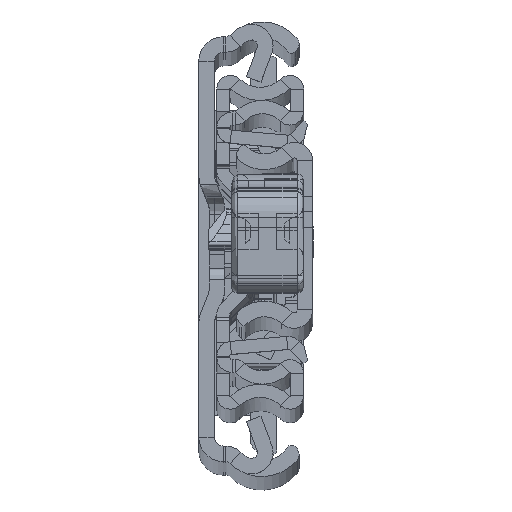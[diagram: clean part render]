
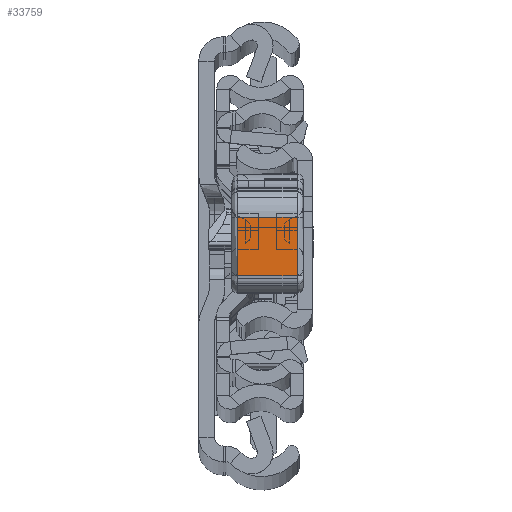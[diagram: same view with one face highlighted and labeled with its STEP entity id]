
A CAD part, top view. The second image highlights one B-rep face of the part: STEP entity #33759.
In plain terms, the highlighted face is planar.
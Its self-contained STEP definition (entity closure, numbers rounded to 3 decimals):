
#1176 = EDGE_LOOP ( 'NONE', ( #3584, #9797, #8615, #35423 ) ) ;
#1250 = EDGE_CURVE ( 'NONE', #26235, #18032, #21256, .T. ) ;
#3511 = DIRECTION ( 'NONE',  ( -0.027, -1., 0. ) ) ;
#3584 = ORIENTED_EDGE ( 'NONE', *, *, #1250, .T. ) ;
#5887 = CARTESIAN_POINT ( 'NONE',  ( 39.55, -12.274, 0. ) ) ;
#6300 = DIRECTION ( 'NONE',  ( 0., 0., -1. ) ) ;
#6776 = CARTESIAN_POINT ( 'NONE',  ( 39.55, -12.274, 10. ) ) ;
#7337 = DIRECTION ( 'NONE',  ( -0.027, -1., 0. ) ) ;
#8180 = VECTOR ( 'NONE', #27031, 1000. ) ;
#8615 = ORIENTED_EDGE ( 'NONE', *, *, #20858, .T. ) ;
#9597 = EDGE_CURVE ( 'NONE', #18032, #32763, #32356, .T. ) ;
#9627 = AXIS2_PLACEMENT_3D ( 'NONE', #35144, #26305, #7337 ) ;
#9797 = ORIENTED_EDGE ( 'NONE', *, *, #9597, .T. ) ;
#12347 = VECTOR ( 'NONE', #6300, 1000. ) ;
#13148 = CARTESIAN_POINT ( 'NONE',  ( 39.818, -2.465, 11. ) ) ;
#15690 = LINE ( 'NONE', #13148, #8180 ) ;
#17923 = VECTOR ( 'NONE', #24407, 1000. ) ;
#18032 = VERTEX_POINT ( 'NONE', #5887 ) ;
#18175 = CARTESIAN_POINT ( 'NONE',  ( 39.55, -12.274, 10. ) ) ;
#20858 = EDGE_CURVE ( 'NONE', #32763, #22076, #15690, .T. ) ;
#21256 = LINE ( 'NONE', #31030, #12347 ) ;
#22076 = VERTEX_POINT ( 'NONE', #28831 ) ;
#24407 = DIRECTION ( 'NONE',  ( 0.027, 1., 0. ) ) ;
#24970 = EDGE_CURVE ( 'NONE', #22076, #26235, #28789, .T. ) ;
#25160 = CARTESIAN_POINT ( 'NONE',  ( 39.818, -2.465, 0. ) ) ;
#25382 = VECTOR ( 'NONE', #3511, 1000. ) ;
#26235 = VERTEX_POINT ( 'NONE', #6776 ) ;
#26305 = DIRECTION ( 'NONE',  ( -1., 0.027, 0. ) ) ;
#27031 = DIRECTION ( 'NONE',  ( 0., 0., 1. ) ) ;
#28789 = LINE ( 'NONE', #18175, #25382 ) ;
#28831 = CARTESIAN_POINT ( 'NONE',  ( 39.818, -2.465, 10. ) ) ;
#29167 = FACE_OUTER_BOUND ( 'NONE', #1176, .T. ) ;
#29262 = CARTESIAN_POINT ( 'NONE',  ( 39.55, -12.274, 0. ) ) ;
#31030 = CARTESIAN_POINT ( 'NONE',  ( 39.55, -12.274, 11. ) ) ;
#32086 = PLANE ( 'NONE',  #9627 ) ;
#32356 = LINE ( 'NONE', #29262, #17923 ) ;
#32763 = VERTEX_POINT ( 'NONE', #25160 ) ;
#33759 = ADVANCED_FACE ( 'NONE', ( #29167 ), #32086, .F. ) ;
#35144 = CARTESIAN_POINT ( 'NONE',  ( 39.55, -12.274, 11. ) ) ;
#35423 = ORIENTED_EDGE ( 'NONE', *, *, #24970, .T. ) ;
